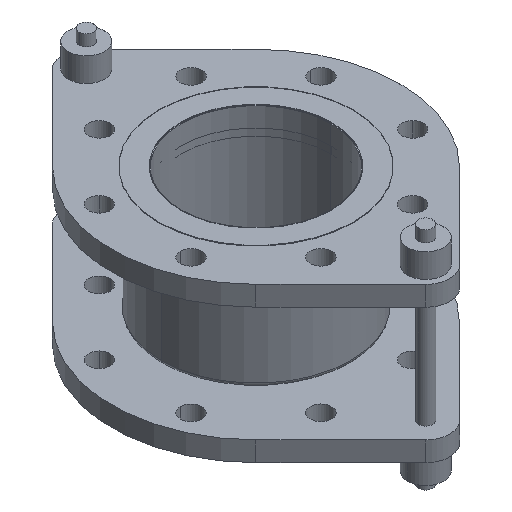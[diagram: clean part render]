
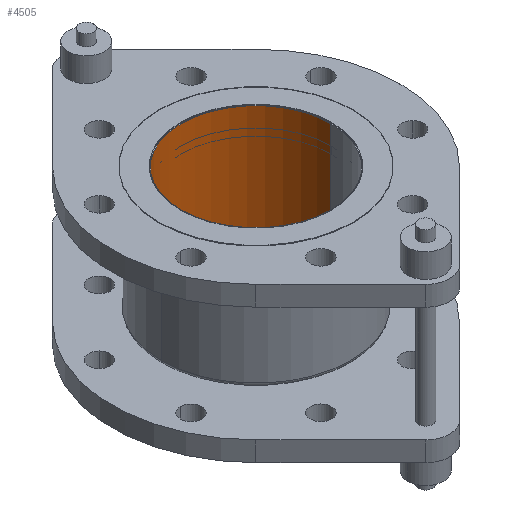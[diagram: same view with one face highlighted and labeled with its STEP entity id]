
A CAD part, isometric view. The second image highlights one B-rep face of the part: STEP entity #4505.
In plain terms, the highlighted cylindrical face has radius 62.4 mm (diameter 124.8 mm), a partial arc.
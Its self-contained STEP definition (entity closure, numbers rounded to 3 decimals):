
#615 = DIRECTION ( 'NONE',  ( 1., 0., 0. ) ) ;
#836 = EDGE_CURVE ( 'NONE', #25725, #6674, #10572, .T. ) ;
#1980 = AXIS2_PLACEMENT_3D ( 'NONE', #20489, #30170, #20790 ) ;
#2742 = CARTESIAN_POINT ( 'NONE',  ( -62.4, 0., 0. ) ) ;
#4007 = EDGE_CURVE ( 'NONE', #23201, #25725, #9964, .T. ) ;
#4244 = CARTESIAN_POINT ( 'NONE',  ( 62.4, 0., 0. ) ) ;
#4427 = ORIENTED_EDGE ( 'NONE', *, *, #24170, .F. ) ;
#4505 = ADVANCED_FACE ( 'NONE', ( #6175 ), #13353, .F. ) ;
#6175 = FACE_OUTER_BOUND ( 'NONE', #9886, .T. ) ;
#6513 = ORIENTED_EDGE ( 'NONE', *, *, #4007, .T. ) ;
#6674 = VERTEX_POINT ( 'NONE', #2742 ) ;
#7574 = CARTESIAN_POINT ( 'NONE',  ( 62.4, 0., 10.973 ) ) ;
#8160 = ORIENTED_EDGE ( 'NONE', *, *, #15750, .F. ) ;
#8194 = CARTESIAN_POINT ( 'NONE',  ( -62.4, 0., -128.8 ) ) ;
#8563 = CARTESIAN_POINT ( 'NONE',  ( 0., 0., 10.973 ) ) ;
#9886 = EDGE_LOOP ( 'NONE', ( #8160, #4427, #6513, #15364 ) ) ;
#9964 = LINE ( 'NONE', #7574, #10717 ) ;
#10572 = CIRCLE ( 'NONE', #14107, 62.4 ) ;
#10588 = VERTEX_POINT ( 'NONE', #8194 ) ;
#10717 = VECTOR ( 'NONE', #14906, 1000. ) ;
#12070 = CARTESIAN_POINT ( 'NONE',  ( -62.4, 0., 10.973 ) ) ;
#13353 = CYLINDRICAL_SURFACE ( 'NONE', #21883, 62.4 ) ;
#14107 = AXIS2_PLACEMENT_3D ( 'NONE', #23396, #26382, #18622 ) ;
#14906 = DIRECTION ( 'NONE',  ( 0., 0., 1. ) ) ;
#15364 = ORIENTED_EDGE ( 'NONE', *, *, #836, .T. ) ;
#15728 = CIRCLE ( 'NONE', #1980, 62.4 ) ;
#15750 = EDGE_CURVE ( 'NONE', #10588, #6674, #31319, .T. ) ;
#16542 = DIRECTION ( 'NONE',  ( 0., 0., 1. ) ) ;
#16810 = CARTESIAN_POINT ( 'NONE',  ( 62.4, 0., -128.8 ) ) ;
#18622 = DIRECTION ( 'NONE',  ( 1., 0., 0. ) ) ;
#20489 = CARTESIAN_POINT ( 'NONE',  ( 0., 0., -128.8 ) ) ;
#20790 = DIRECTION ( 'NONE',  ( 1., 0., 0. ) ) ;
#21883 = AXIS2_PLACEMENT_3D ( 'NONE', #8563, #29886, #615 ) ;
#23201 = VERTEX_POINT ( 'NONE', #16810 ) ;
#23396 = CARTESIAN_POINT ( 'NONE',  ( 0., 0., 0. ) ) ;
#24170 = EDGE_CURVE ( 'NONE', #23201, #10588, #15728, .T. ) ;
#25725 = VERTEX_POINT ( 'NONE', #4244 ) ;
#26382 = DIRECTION ( 'NONE',  ( 0., 0., 1. ) ) ;
#28178 = VECTOR ( 'NONE', #16542, 1000. ) ;
#29886 = DIRECTION ( 'NONE',  ( 0., 0., 1. ) ) ;
#30170 = DIRECTION ( 'NONE',  ( 0., 0., 1. ) ) ;
#31319 = LINE ( 'NONE', #12070, #28178 ) ;
